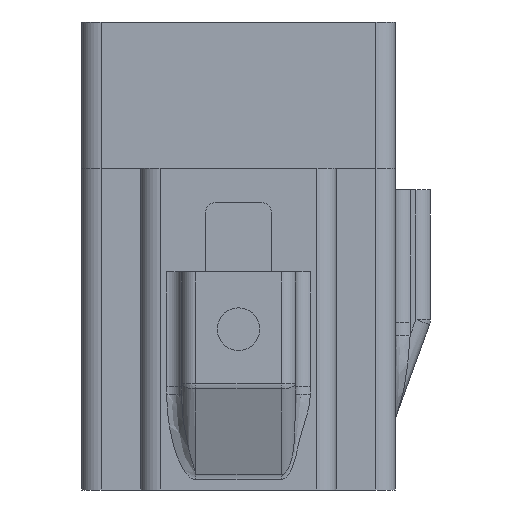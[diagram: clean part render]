
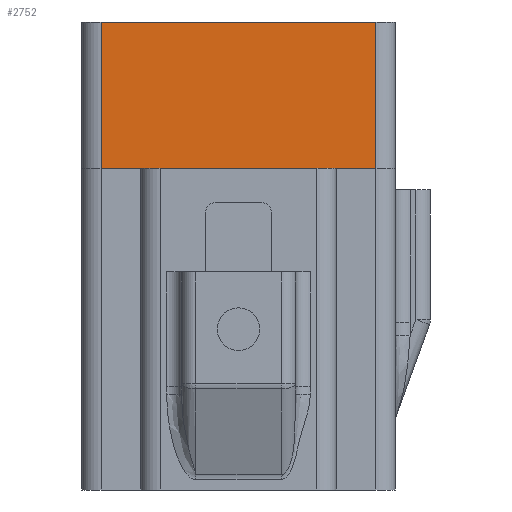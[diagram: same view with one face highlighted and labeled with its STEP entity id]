
A CAD part, front view. The second image highlights one B-rep face of the part: STEP entity #2752.
In plain terms, the highlighted planar face has unit normal (0, -1, 0).
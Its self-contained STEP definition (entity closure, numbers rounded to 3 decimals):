
#1535 = VERTEX_POINT('',#1536);
#1536 = CARTESIAN_POINT('',(5.,32.,33.));
#1543 = EDGE_CURVE('',#1535,#1544,#1546,.T.);
#1544 = VERTEX_POINT('',#1545);
#1545 = CARTESIAN_POINT('',(-5.,32.,33.));
#1546 = LINE('',#1547,#1548);
#1547 = CARTESIAN_POINT('',(14.1,32.,33.));
#1548 = VECTOR('',#1549,1.);
#1549 = DIRECTION('',(-1.,0.,0.));
#2106 = VERTEX_POINT('',#2107);
#2107 = CARTESIAN_POINT('',(14.1,32.,33.));
#2113 = EDGE_CURVE('',#2106,#1535,#2114,.T.);
#2114 = LINE('',#2115,#2116);
#2115 = CARTESIAN_POINT('',(14.1,32.,33.));
#2116 = VECTOR('',#2117,1.);
#2117 = DIRECTION('',(-1.,0.,0.));
#2462 = VERTEX_POINT('',#2463);
#2463 = CARTESIAN_POINT('',(-14.1,32.,33.));
#2486 = EDGE_CURVE('',#2462,#1544,#2487,.T.);
#2487 = LINE('',#2488,#2489);
#2488 = CARTESIAN_POINT('',(-14.1,32.,33.));
#2489 = VECTOR('',#2490,1.);
#2490 = DIRECTION('',(1.,0.,0.));
#2752 = ADVANCED_FACE('',(#2753),#2780,.T.);
#2753 = FACE_BOUND('',#2754,.T.);
#2754 = EDGE_LOOP('',(#2755,#2763,#2771,#2777,#2778,#2779));
#2755 = ORIENTED_EDGE('',*,*,#2756,.T.);
#2756 = EDGE_CURVE('',#2106,#2757,#2759,.T.);
#2757 = VERTEX_POINT('',#2758);
#2758 = CARTESIAN_POINT('',(14.1,32.,48.));
#2759 = LINE('',#2760,#2761);
#2760 = CARTESIAN_POINT('',(14.1,32.,33.));
#2761 = VECTOR('',#2762,1.);
#2762 = DIRECTION('',(0.,0.,1.));
#2763 = ORIENTED_EDGE('',*,*,#2764,.T.);
#2764 = EDGE_CURVE('',#2757,#2765,#2767,.T.);
#2765 = VERTEX_POINT('',#2766);
#2766 = CARTESIAN_POINT('',(-14.1,32.,48.));
#2767 = LINE('',#2768,#2769);
#2768 = CARTESIAN_POINT('',(14.1,32.,48.));
#2769 = VECTOR('',#2770,1.);
#2770 = DIRECTION('',(-1.,0.,0.));
#2771 = ORIENTED_EDGE('',*,*,#2772,.F.);
#2772 = EDGE_CURVE('',#2462,#2765,#2773,.T.);
#2773 = LINE('',#2774,#2775);
#2774 = CARTESIAN_POINT('',(-14.1,32.,33.));
#2775 = VECTOR('',#2776,1.);
#2776 = DIRECTION('',(0.,0.,1.));
#2777 = ORIENTED_EDGE('',*,*,#2486,.T.);
#2778 = ORIENTED_EDGE('',*,*,#1543,.F.);
#2779 = ORIENTED_EDGE('',*,*,#2113,.F.);
#2780 = PLANE('',#2781);
#2781 = AXIS2_PLACEMENT_3D('',#2782,#2783,#2784);
#2782 = CARTESIAN_POINT('',(14.1,32.,33.));
#2783 = DIRECTION('',(0.,-1.,0.));
#2784 = DIRECTION('',(-1.,0.,0.));
